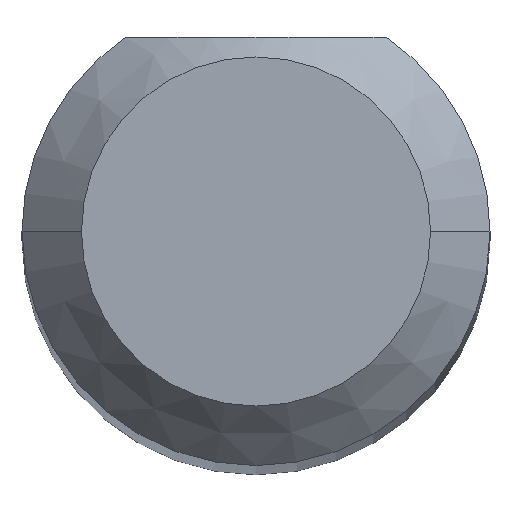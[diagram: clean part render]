
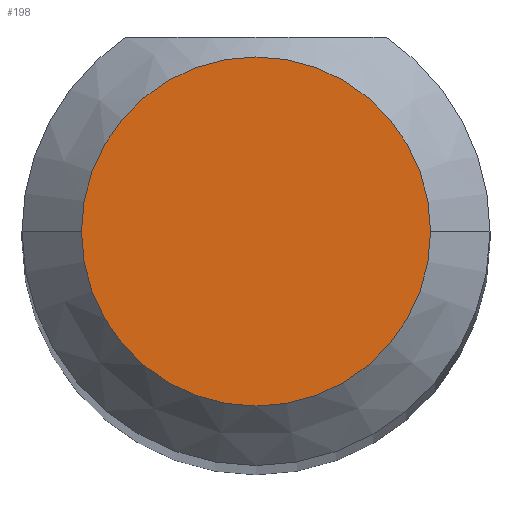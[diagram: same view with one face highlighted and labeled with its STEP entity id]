
A CAD part, top view. The second image highlights one B-rep face of the part: STEP entity #198.
In plain terms, the highlighted planar face has unit normal (0, 0, 1).
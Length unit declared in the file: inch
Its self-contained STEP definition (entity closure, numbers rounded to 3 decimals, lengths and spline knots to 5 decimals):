
#36 = DIRECTION ( 'NONE',  ( 0., 0., 1. ) ) ;
#39 = CIRCLE ( 'NONE', #266, 0.04406 ) ;
#62 = DIRECTION ( 'NONE',  ( 1., 0., 0. ) ) ;
#92 = DIRECTION ( 'NONE',  ( 0., 0., 1. ) ) ;
#101 = ORIENTED_EDGE ( 'NONE', *, *, #482, .T. ) ;
#110 = PLANE ( 'NONE',  #516 ) ;
#133 = VERTEX_POINT ( 'NONE', #415 ) ;
#144 = CARTESIAN_POINT ( 'NONE',  ( -0.04406, 0., 1.49606 ) ) ;
#198 = ADVANCED_FACE ( 'NONE', ( #530 ), #110, .T. ) ;
#245 = DIRECTION ( 'NONE',  ( 1., 0., 0. ) ) ;
#266 = AXIS2_PLACEMENT_3D ( 'NONE', #344, #36, #245 ) ;
#302 = CARTESIAN_POINT ( 'NONE',  ( 0., 0., 1.49606 ) ) ;
#311 = DIRECTION ( 'NONE',  ( 0., 0., 1. ) ) ;
#344 = CARTESIAN_POINT ( 'NONE',  ( 0., 0., 1.49606 ) ) ;
#378 = AXIS2_PLACEMENT_3D ( 'NONE', #302, #92, #555 ) ;
#381 = CARTESIAN_POINT ( 'NONE',  ( 0., 0., 1.49606 ) ) ;
#393 = ORIENTED_EDGE ( 'NONE', *, *, #505, .T. ) ;
#415 = CARTESIAN_POINT ( 'NONE',  ( 0.04406, 0., 1.49606 ) ) ;
#482 = EDGE_CURVE ( 'NONE', #484, #133, #39, .T. ) ;
#484 = VERTEX_POINT ( 'NONE', #144 ) ;
#505 = EDGE_CURVE ( 'NONE', #133, #484, #535, .T. ) ;
#516 = AXIS2_PLACEMENT_3D ( 'NONE', #381, #311, #62 ) ;
#530 = FACE_OUTER_BOUND ( 'NONE', #577, .T. ) ;
#535 = CIRCLE ( 'NONE', #378, 0.04406 ) ;
#555 = DIRECTION ( 'NONE',  ( 1., 0., 0. ) ) ;
#577 = EDGE_LOOP ( 'NONE', ( #101, #393 ) ) ;
